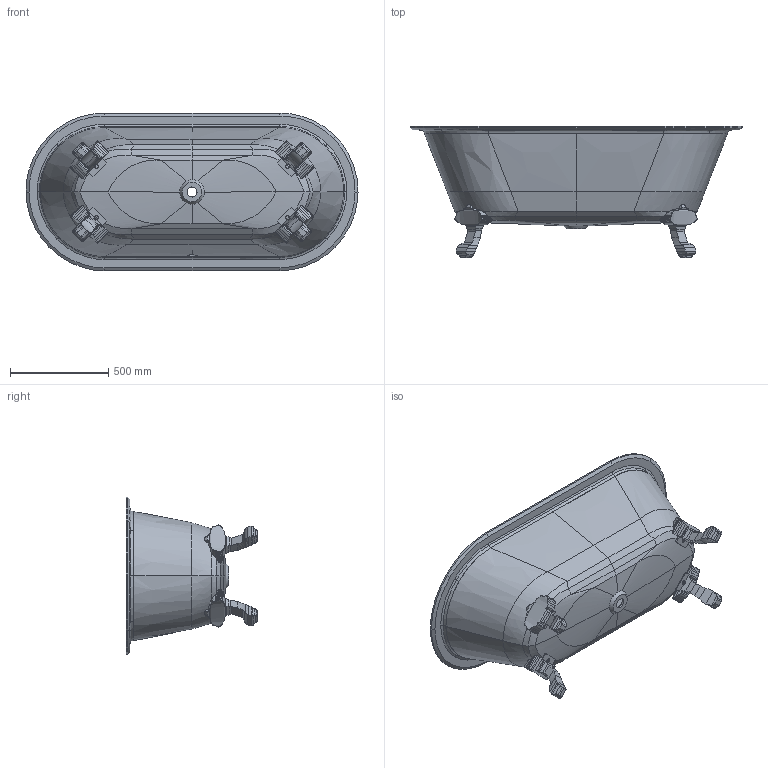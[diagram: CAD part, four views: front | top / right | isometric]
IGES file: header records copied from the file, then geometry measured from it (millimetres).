
Global section: file name: N9CS CLA-1690; native system: AutoCAD 2016 - English; preprocessor: Autodesk Translation Framework DWG producer (atf_dwg_producer); organization: unknown; date: 20170222.161202; units: millimetre
Bounding box: 1689.57 x 667.92 x 803.36 mm (x, y, z)
Volume: 46384016.1 mm3; surface area: 5218218.2 mm2
Topology: 10 solids, 10 shells, 570 faces, 1617 edges, 1067 vertices
Faces by surface type: bspline 570
